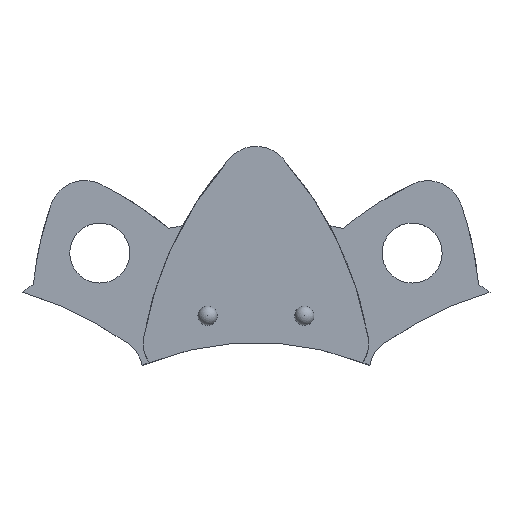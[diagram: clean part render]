
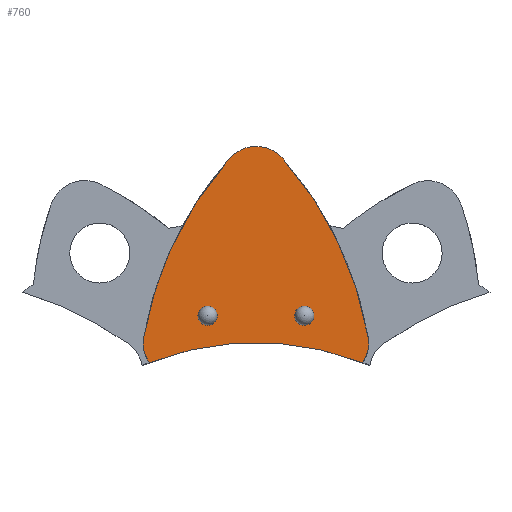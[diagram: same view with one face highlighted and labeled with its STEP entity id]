
A CAD part, top view. The second image highlights one B-rep face of the part: STEP entity #760.
In plain terms, the highlighted planar face has unit normal (0, 0, 1).
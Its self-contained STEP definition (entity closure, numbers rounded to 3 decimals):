
#15=FACE_BOUND('',#151,.T.);
#16=FACE_BOUND('',#152,.T.);
#45=ELLIPSE('',#823,3.394,3.279);
#48=ELLIPSE('',#826,37.514,36.239);
#50=ELLIPSE('',#828,3.945,3.811);
#51=ELLIPSE('',#829,3.945,3.811);
#52=ELLIPSE('',#830,37.344,36.074);
#54=ELLIPSE('',#832,3.394,3.279);
#86=PLANE('',#840);
#107=FACE_OUTER_BOUND('',#150,.T.);
#150=EDGE_LOOP('',(#574,#575,#576,#577,#578,#579,#580));
#151=EDGE_LOOP('',(#581));
#152=EDGE_LOOP('',(#582));
#272=CIRCLE('',#818,1.);
#274=CIRCLE('',#821,1.);
#276=CIRCLE('',#836,29.75);
#319=VERTEX_POINT('',#1211);
#321=VERTEX_POINT('',#1216);
#323=VERTEX_POINT('',#1226);
#324=VERTEX_POINT('',#1227);
#328=VERTEX_POINT('',#1242);
#329=VERTEX_POINT('',#1252);
#330=VERTEX_POINT('',#1261);
#331=VERTEX_POINT('',#1270);
#333=VERTEX_POINT('',#1281);
#403=EDGE_CURVE('',#319,#319,#272,.T.);
#405=EDGE_CURVE('',#321,#321,#274,.T.);
#407=EDGE_CURVE('',#323,#324,#45,.T.);
#412=EDGE_CURVE('',#324,#328,#48,.T.);
#415=EDGE_CURVE('',#328,#329,#50,.T.);
#417=EDGE_CURVE('',#329,#330,#51,.T.);
#419=EDGE_CURVE('',#330,#331,#52,.T.);
#422=EDGE_CURVE('',#331,#333,#54,.T.);
#426=EDGE_CURVE('',#323,#333,#276,.T.);
#574=ORIENTED_EDGE('',*,*,#426,.F.);
#575=ORIENTED_EDGE('',*,*,#407,.T.);
#576=ORIENTED_EDGE('',*,*,#412,.T.);
#577=ORIENTED_EDGE('',*,*,#415,.T.);
#578=ORIENTED_EDGE('',*,*,#417,.T.);
#579=ORIENTED_EDGE('',*,*,#419,.T.);
#580=ORIENTED_EDGE('',*,*,#422,.T.);
#581=ORIENTED_EDGE('',*,*,#403,.T.);
#582=ORIENTED_EDGE('',*,*,#405,.T.);
#760=ADVANCED_FACE('',(#107,#15,#16),#86,.T.);
#818=AXIS2_PLACEMENT_3D('',#1212,#950,#951);
#821=AXIS2_PLACEMENT_3D('',#1217,#956,#957);
#823=AXIS2_PLACEMENT_3D('',#1228,#960,#961);
#826=AXIS2_PLACEMENT_3D('',#1243,#968,#969);
#828=AXIS2_PLACEMENT_3D('',#1253,#973,#974);
#829=AXIS2_PLACEMENT_3D('',#1262,#976,#977);
#830=AXIS2_PLACEMENT_3D('',#1271,#979,#980);
#832=AXIS2_PLACEMENT_3D('',#1282,#984,#985);
#836=AXIS2_PLACEMENT_3D('',#1289,#993,#994);
#840=AXIS2_PLACEMENT_3D('',#1293,#1001,#1002);
#950=DIRECTION('center_axis',(0.,0.,-1.));
#951=DIRECTION('ref_axis',(0.,1.,0.));
#956=DIRECTION('center_axis',(0.,0.,-1.));
#957=DIRECTION('ref_axis',(0.,1.,0.));
#960=DIRECTION('center_axis',(0.,0.,1.));
#961=DIRECTION('ref_axis',(0.,-1.,0.));
#968=DIRECTION('center_axis',(0.,0.,1.));
#969=DIRECTION('ref_axis',(0.,1.,0.));
#973=DIRECTION('center_axis',(0.,0.,1.));
#974=DIRECTION('ref_axis',(0.,1.,0.));
#976=DIRECTION('center_axis',(0.,0.,1.));
#977=DIRECTION('ref_axis',(0.,-1.,0.));
#979=DIRECTION('center_axis',(0.,0.,1.));
#980=DIRECTION('ref_axis',(0.,-1.,0.));
#984=DIRECTION('center_axis',(0.,0.,1.));
#985=DIRECTION('ref_axis',(0.,-1.,0.));
#993=DIRECTION('center_axis',(0.,0.,1.));
#994=DIRECTION('ref_axis',(1.,0.,0.));
#1001=DIRECTION('center_axis',(0.,0.,1.));
#1002=DIRECTION('ref_axis',(1.,0.,0.));
#1211=CARTESIAN_POINT('',(6.,32.5,0.));
#1212=CARTESIAN_POINT('Origin',(5.,32.5,0.));
#1216=CARTESIAN_POINT('',(-6.,32.5,0.));
#1217=CARTESIAN_POINT('Origin',(-5.,32.5,0.));
#1226=CARTESIAN_POINT('',(11.006,27.639,0.));
#1227=CARTESIAN_POINT('',(11.61,30.29,0.));
#1228=CARTESIAN_POINT('Origin',(8.385,29.678,0.));
#1242=CARTESIAN_POINT('',(2.824,48.709,0.));
#1243=CARTESIAN_POINT('Origin',(-24.035,23.525,0.));
#1252=CARTESIAN_POINT('',(0.,50.002,0.));
#1253=CARTESIAN_POINT('Origin',(0.003,46.057,0.));
#1261=CARTESIAN_POINT('',(-2.786,48.715,0.));
#1262=CARTESIAN_POINT('Origin',(0.031,46.057,0.));
#1270=CARTESIAN_POINT('',(-11.61,30.29,0.));
#1271=CARTESIAN_POINT('Origin',(23.873,23.556,0.));
#1281=CARTESIAN_POINT('',(-11.006,27.639,0.));
#1282=CARTESIAN_POINT('Origin',(-8.385,29.678,0.));
#1289=CARTESIAN_POINT('Origin',(0.,0.,0.));
#1293=CARTESIAN_POINT('Origin',(0.,38.143,0.));
